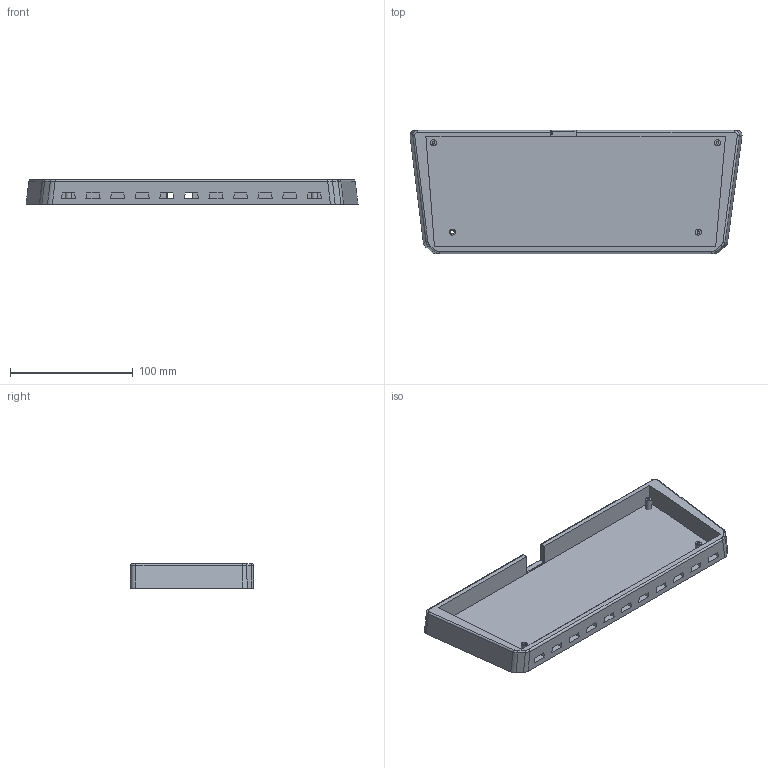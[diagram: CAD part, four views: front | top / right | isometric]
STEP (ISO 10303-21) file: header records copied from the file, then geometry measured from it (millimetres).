
FILE_DESCRIPTION(/* description */ (''),/* implementation_level */ '2;1');
FILE_NAME(/* name */ 'Wingback Tray_Gallery.step',/* time_stamp */ '2022-03-13T15:50:13-07:00',/* author */ (''),/* organization */ (''),/* preprocessor_version */ 'ST-DEVELOPER v18.1',/* originating_system */ 'Autodesk Translation Framework v10.13.0.1454',/* authorisation */ '');
FILE_SCHEMA (('AUTOMOTIVE_DESIGN { 1 0 10303 214 3 1 1 }'));
Length unit declared in the file: millimetre
Products named in the file (1): Wingback 3dp Tray shine
Bounding box: 270.06 x 100.12 x 20 mm (x, y, z)
Volume: 148390.7 mm3; surface area: 77310.6 mm2
Topology: 5 solids, 8 shells, 126 faces, 324 edges, 212 vertices
Faces by surface type: plane 75, cylinder 29, bspline 20, torus 2
Full cylindrical faces by diameter (mm): 2 x3, 5 x4
Entity records: 4110 total; most frequent: CARTESIAN_POINT 1058, ORIENTED_EDGE 626, DIRECTION 556, EDGE_CURVE 322, LINE 218, VECTOR 218, VERTEX_POINT 212, AXIS2_PLACEMENT_3D 169
